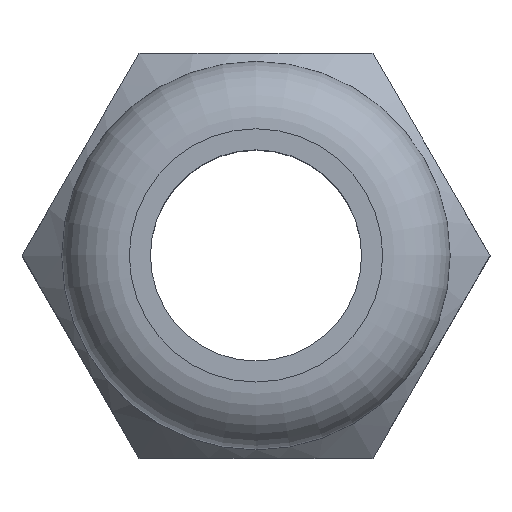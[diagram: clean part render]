
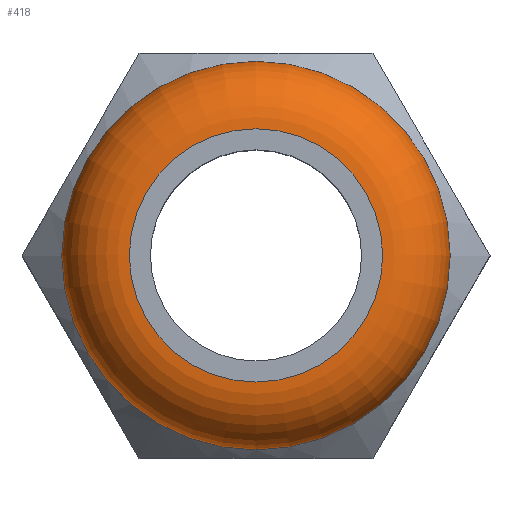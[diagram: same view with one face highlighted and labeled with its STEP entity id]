
A CAD part, top view. The second image highlights one B-rep face of the part: STEP entity #418.
In plain terms, the highlighted toroidal (fillet/blend) face has major radius 7.5 mm and minor radius 4 mm.
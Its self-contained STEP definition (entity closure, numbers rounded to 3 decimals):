
#21=TOROIDAL_SURFACE('',#465,7.5,4.);
#57=FACE_OUTER_BOUND('',#85,.T.);
#85=EDGE_LOOP('',(#314,#315,#316,#317,#318));
#190=CIRCLE('',#466,7.5);
#191=CIRCLE('',#467,4.);
#192=CIRCLE('',#468,11.5);
#193=CIRCLE('',#469,11.5);
#205=VERTEX_POINT('',#640);
#206=VERTEX_POINT('',#642);
#207=VERTEX_POINT('',#644);
#247=EDGE_CURVE('',#205,#205,#190,.T.);
#248=EDGE_CURVE('',#205,#206,#191,.T.);
#249=EDGE_CURVE('',#207,#206,#192,.T.);
#250=EDGE_CURVE('',#206,#207,#193,.T.);
#314=ORIENTED_EDGE('',*,*,#247,.F.);
#315=ORIENTED_EDGE('',*,*,#248,.T.);
#316=ORIENTED_EDGE('',*,*,#249,.F.);
#317=ORIENTED_EDGE('',*,*,#250,.F.);
#318=ORIENTED_EDGE('',*,*,#248,.F.);
#418=ADVANCED_FACE('',(#57),#21,.T.);
#465=AXIS2_PLACEMENT_3D('',#639,#525,#526);
#466=AXIS2_PLACEMENT_3D('',#641,#527,#528);
#467=AXIS2_PLACEMENT_3D('',#643,#529,#530);
#468=AXIS2_PLACEMENT_3D('',#645,#531,#532);
#469=AXIS2_PLACEMENT_3D('',#646,#533,#534);
#525=DIRECTION('center_axis',(0.,0.,-1.));
#526=DIRECTION('ref_axis',(-1.,0.,0.));
#527=DIRECTION('center_axis',(0.,0.,
1.));
#528=DIRECTION('ref_axis',(-1.,0.,0.));
#529=DIRECTION('center_axis',(0.,1.,0.));
#530=DIRECTION('ref_axis',(1.,0.,0.));
#531=DIRECTION('center_axis',(0.,0.,-1.));
#532=DIRECTION('ref_axis',(1.,0.,0.));
#533=DIRECTION('center_axis',(0.,0.,-1.));
#534=DIRECTION('ref_axis',(1.,0.,0.));
#639=CARTESIAN_POINT('Origin',(0.,0.,35.));
#640=CARTESIAN_POINT('',(7.5,0.,39.));
#641=CARTESIAN_POINT('Origin',(0.,0.,
39.));
#642=CARTESIAN_POINT('',(11.5,0.,35.));
#643=CARTESIAN_POINT('Origin',(7.5,0.,35.));
#644=CARTESIAN_POINT('',(-11.5,0.,35.));
#645=CARTESIAN_POINT('Origin',(0.,0.,35.));
#646=CARTESIAN_POINT('Origin',(0.,0.,35.));
